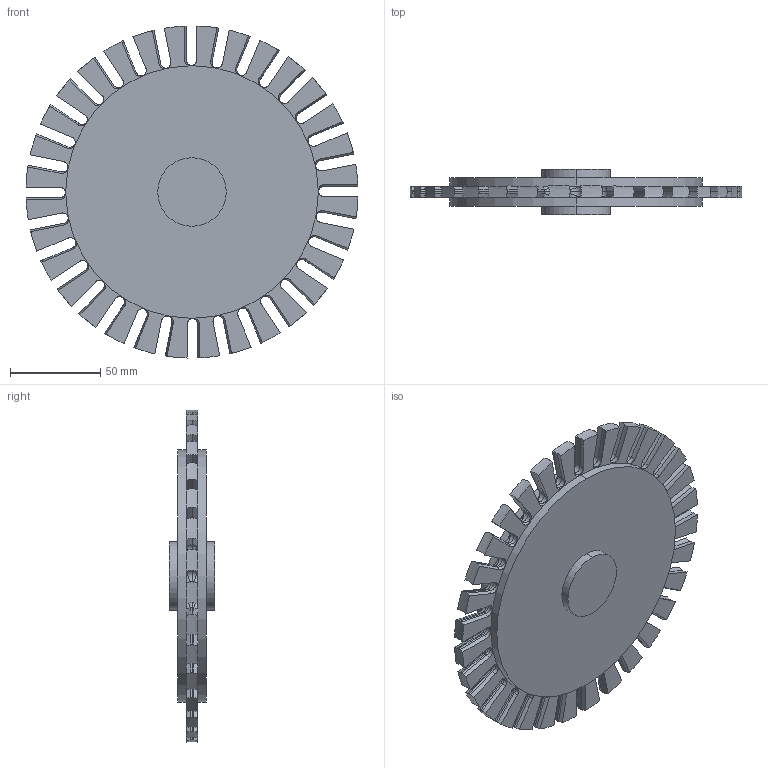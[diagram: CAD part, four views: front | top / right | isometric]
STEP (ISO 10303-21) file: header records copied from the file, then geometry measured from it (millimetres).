
FILE_DESCRIPTION (( 'STEP AP214' ), '1' );
FILE_NAME ('[TP] [Turb] Rotor15.STEP', '2024-04-04T09:26:59', ( '' ), ( '' ), 'SwSTEP 2.0', 'SolidWorks 2023', '' );
FILE_SCHEMA (( 'AUTOMOTIVE_DESIGN' ));
Length unit declared in the file: inch
Products named in the file (1): [TP] [Turb] Rotor15
Bounding box: 184.33 x 25.4 x 184.33 mm (x, y, z)
Volume: 299126 mm3; surface area: 61889.6 mm2
Topology: 1 solids, 1 shells, 394 faces, 1036 edges, 648 vertices
Faces by surface type: cylinder 260, plane 70, torus 64
Entity records: 12395 total; most frequent: CARTESIAN_POINT 3251, ORIENTED_EDGE 2072, DIRECTION 1810, EDGE_CURVE 1036, AXIS2_PLACEMENT_3D 727, VERTEX_POINT 648, EDGE_LOOP 398, ADVANCED_FACE 394
